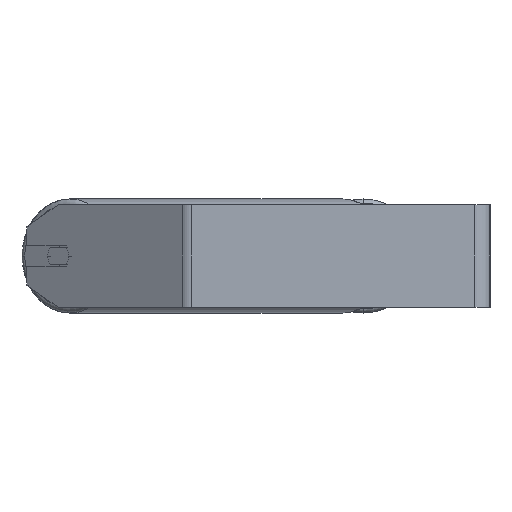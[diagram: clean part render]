
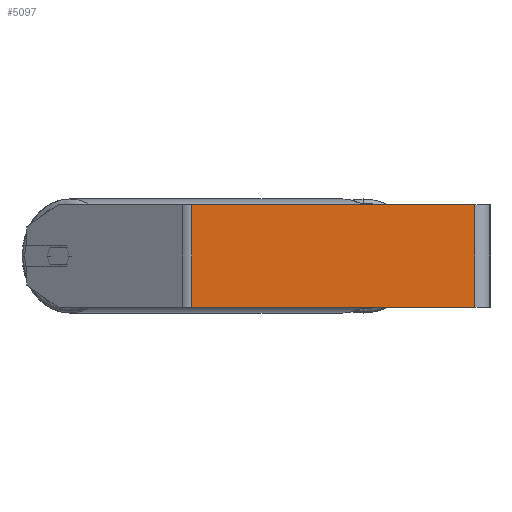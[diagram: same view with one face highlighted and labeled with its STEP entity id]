
A CAD part, left-side view. The second image highlights one B-rep face of the part: STEP entity #5097.
In plain terms, the highlighted planar face has unit normal (-1, 0, 0).
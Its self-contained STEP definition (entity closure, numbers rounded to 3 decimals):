
#165 = DIRECTION ( 'NONE',  ( 0., 0., -1. ) ) ;
#194 = CARTESIAN_POINT ( 'NONE',  ( -620., 12., 40. ) ) ;
#201 = EDGE_CURVE ( 'NONE', #8490, #4399, #1632, .T. ) ;
#433 = ORIENTED_EDGE ( 'NONE', *, *, #201, .T. ) ;
#699 = CARTESIAN_POINT ( 'NONE',  ( -620., 236.501, 40. ) ) ;
#922 = DIRECTION ( 'NONE',  ( 0., 0., -1. ) ) ;
#1430 = EDGE_LOOP ( 'NONE', ( #1577, #3118, #1861, #433 ) ) ;
#1450 = LINE ( 'NONE', #699, #2202 ) ;
#1484 = CARTESIAN_POINT ( 'NONE',  ( -620., 236.501, 40. ) ) ;
#1506 = AXIS2_PLACEMENT_3D ( 'NONE', #1484, #3574, #165 ) ;
#1577 = ORIENTED_EDGE ( 'NONE', *, *, #5076, .T. ) ;
#1592 = CARTESIAN_POINT ( 'NONE',  ( -620., 232.718, 40. ) ) ;
#1605 = CARTESIAN_POINT ( 'NONE',  ( -620., 12., -40. ) ) ;
#1632 = LINE ( 'NONE', #1592, #5055 ) ;
#1861 = ORIENTED_EDGE ( 'NONE', *, *, #3521, .F. ) ;
#2202 = VECTOR ( 'NONE', #3446, 1000. ) ;
#2291 = VERTEX_POINT ( 'NONE', #194 ) ;
#2372 = LINE ( 'NONE', #7707, #4357 ) ;
#3118 = ORIENTED_EDGE ( 'NONE', *, *, #7959, .F. ) ;
#3446 = DIRECTION ( 'NONE',  ( 0., -1., 0. ) ) ;
#3521 = EDGE_CURVE ( 'NONE', #8490, #2291, #1450, .T. ) ;
#3537 = LINE ( 'NONE', #5578, #5486 ) ;
#3574 = DIRECTION ( 'NONE',  ( 1., 0., 0. ) ) ;
#4357 = VECTOR ( 'NONE', #7665, 1000. ) ;
#4399 = VERTEX_POINT ( 'NONE', #6573 ) ;
#4764 = FACE_OUTER_BOUND ( 'NONE', #1430, .T. ) ;
#4900 = PLANE ( 'NONE',  #1506 ) ;
#5055 = VECTOR ( 'NONE', #922, 1000. ) ;
#5076 = EDGE_CURVE ( 'NONE', #4399, #5552, #3537, .T. ) ;
#5097 = ADVANCED_FACE ( 'NONE', ( #4764 ), #4900, .F. ) ;
#5486 = VECTOR ( 'NONE', #5616, 1000. ) ;
#5552 = VERTEX_POINT ( 'NONE', #1605 ) ;
#5578 = CARTESIAN_POINT ( 'NONE',  ( -620., 236.501, -40. ) ) ;
#5616 = DIRECTION ( 'NONE',  ( 0., -1., 0. ) ) ;
#6154 = CARTESIAN_POINT ( 'NONE',  ( -620., 232.718, 40. ) ) ;
#6573 = CARTESIAN_POINT ( 'NONE',  ( -620., 232.718, -40. ) ) ;
#7665 = DIRECTION ( 'NONE',  ( 0., 0., -1. ) ) ;
#7707 = CARTESIAN_POINT ( 'NONE',  ( -620., 12., 40. ) ) ;
#7959 = EDGE_CURVE ( 'NONE', #2291, #5552, #2372, .T. ) ;
#8490 = VERTEX_POINT ( 'NONE', #6154 ) ;
